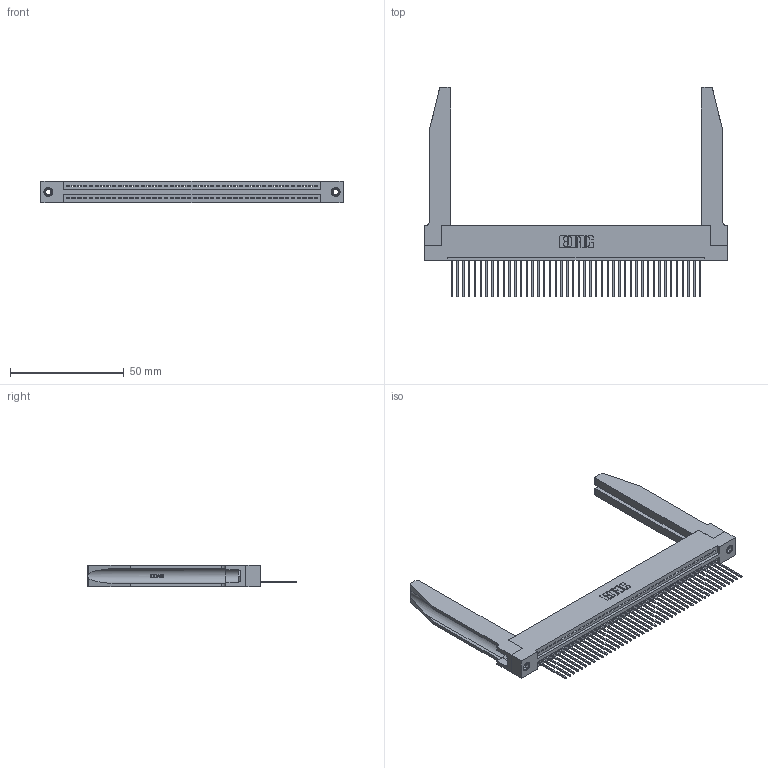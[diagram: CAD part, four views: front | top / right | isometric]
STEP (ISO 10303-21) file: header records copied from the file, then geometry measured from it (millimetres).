
FILE_DESCRIPTION (( 'STEP AP203' ), '1' );
FILE_NAME ('345-044-542-178.STEP', '2019-10-08T19:37:56', ( '' ), ( '' ), 'SwSTEP 2.0', 'SolidWorks 2016', '' );
FILE_SCHEMA (( 'CONFIG_CONTROL_DESIGN' ));
Length unit declared in the file: inch
Products named in the file (5): 345-292-001_345-293-142; 345 Part_Flush Mounting Lugs - 0.156 Dia-TH; 345-220-078_345-220-078; 345-044-542-178; 345-250-001_345-250-001-102
Assembly tree (49 placements, depth 2):
  345-044-542-178
    345 Part_Flush Mounting Lugs - 0.156 Dia-TH
    345-292-001_345-293-142  x44
    345-250-001_345-250-001-102  x2
    345-220-078_345-220-078  x2
Bounding box: 132.99 x 92.25 x 9.4 mm (x, y, z)
Volume: 20516.7 mm3; surface area: 24430.5 mm2
Topology: 49 solids, 49 shells, 2912 faces, 8693 edges, 5726 vertices
Faces by surface type: plane 1982, cylinder 878, bspline 36, cone 12, torus 4
Entity records: 37604 total; most frequent: CARTESIAN_POINT 7411, ORIENTED_EDGE 6286, DIRECTION 5477, EDGE_CURVE 3143, VECTOR 2741, LINE 2741, VERTEX_POINT 2088, AXIS2_PLACEMENT_3D 1368
